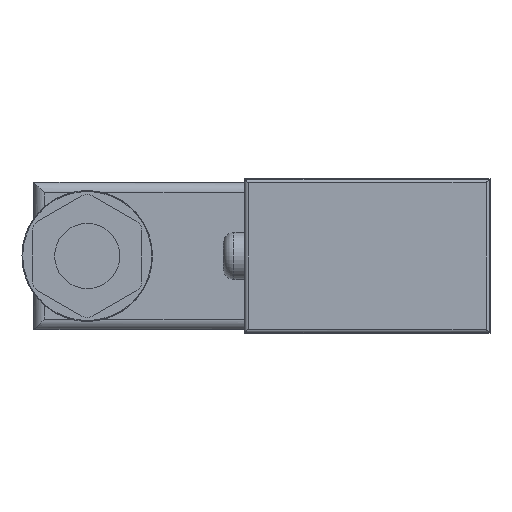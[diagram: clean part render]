
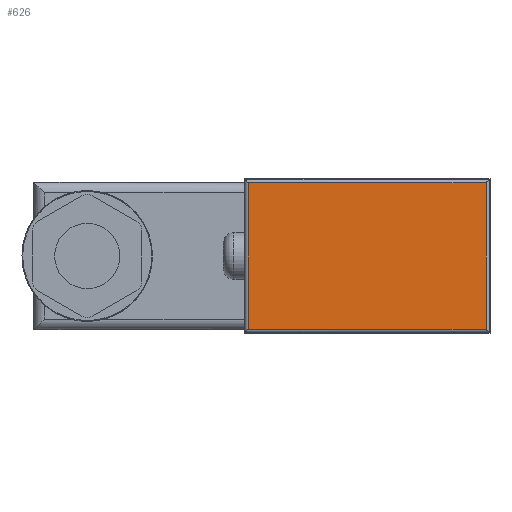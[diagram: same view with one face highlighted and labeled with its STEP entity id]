
A CAD part, left-side view. The second image highlights one B-rep face of the part: STEP entity #626.
In plain terms, the highlighted planar face has unit normal (-1, 0, 0).
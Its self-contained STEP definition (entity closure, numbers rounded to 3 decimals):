
#15 = VERTEX_POINT ( 'NONE', #4320 ) ;
#24 = EDGE_CURVE ( 'NONE', #15, #295, #4036, .T. ) ;
#112 = CARTESIAN_POINT ( 'NONE',  ( -31.7, -16.946, 10.942 ) ) ;
#276 = CARTESIAN_POINT ( 'NONE',  ( -31.7, 16.946, -10.942 ) ) ;
#295 = VERTEX_POINT ( 'NONE', #4226 ) ;
#626 = ADVANCED_FACE ( 'NONE', ( #4154 ), #1367, .T. ) ;
#657 = VERTEX_POINT ( 'NONE', #1191 ) ;
#1050 = LINE ( 'NONE', #112, #2312 ) ;
#1119 = DIRECTION ( 'NONE',  ( 0., 0., 1. ) ) ;
#1173 = VERTEX_POINT ( 'NONE', #1616 ) ;
#1191 = CARTESIAN_POINT ( 'NONE',  ( -31.7, 16.946, 10.446 ) ) ;
#1367 = PLANE ( 'NONE',  #1814 ) ;
#1435 = DIRECTION ( 'NONE',  ( 0., 0., 1. ) ) ;
#1447 = LINE ( 'NONE', #276, #2695 ) ;
#1448 = CARTESIAN_POINT ( 'NONE',  ( -31.7, 0., 0. ) ) ;
#1459 = DIRECTION ( 'NONE',  ( -1., 0., 0. ) ) ;
#1480 = VECTOR ( 'NONE', #4231, 1000. ) ;
#1616 = CARTESIAN_POINT ( 'NONE',  ( -31.7, -16.946, 10.446 ) ) ;
#1814 = AXIS2_PLACEMENT_3D ( 'NONE', #1448, #1459, #1435 ) ;
#1994 = CARTESIAN_POINT ( 'NONE',  ( -31.7, 17.442, 10.446 ) ) ;
#2053 = EDGE_CURVE ( 'NONE', #295, #1173, #1050, .T. ) ;
#2312 = VECTOR ( 'NONE', #1119, 1000. ) ;
#2695 = VECTOR ( 'NONE', #3547, 1000. ) ;
#2766 = EDGE_LOOP ( 'NONE', ( #2842, #3146, #3527, #3176 ) ) ;
#2834 = VECTOR ( 'NONE', #4306, 1000. ) ;
#2842 = ORIENTED_EDGE ( 'NONE', *, *, #2053, .T. ) ;
#2857 = EDGE_CURVE ( 'NONE', #1173, #657, #5056, .T. ) ;
#3146 = ORIENTED_EDGE ( 'NONE', *, *, #2857, .T. ) ;
#3176 = ORIENTED_EDGE ( 'NONE', *, *, #24, .T. ) ;
#3527 = ORIENTED_EDGE ( 'NONE', *, *, #4826, .T. ) ;
#3547 = DIRECTION ( 'NONE',  ( 0., 0., -1. ) ) ;
#4036 = LINE ( 'NONE', #4242, #2834 ) ;
#4154 = FACE_OUTER_BOUND ( 'NONE', #2766, .T. ) ;
#4226 = CARTESIAN_POINT ( 'NONE',  ( -31.7, -16.946, -10.446 ) ) ;
#4231 = DIRECTION ( 'NONE',  ( 0., 1., 0. ) ) ;
#4242 = CARTESIAN_POINT ( 'NONE',  ( -31.7, -17.442, -10.446 ) ) ;
#4306 = DIRECTION ( 'NONE',  ( 0., -1., 0. ) ) ;
#4320 = CARTESIAN_POINT ( 'NONE',  ( -31.7, 16.946, -10.446 ) ) ;
#4826 = EDGE_CURVE ( 'NONE', #657, #15, #1447, .T. ) ;
#5056 = LINE ( 'NONE', #1994, #1480 ) ;
